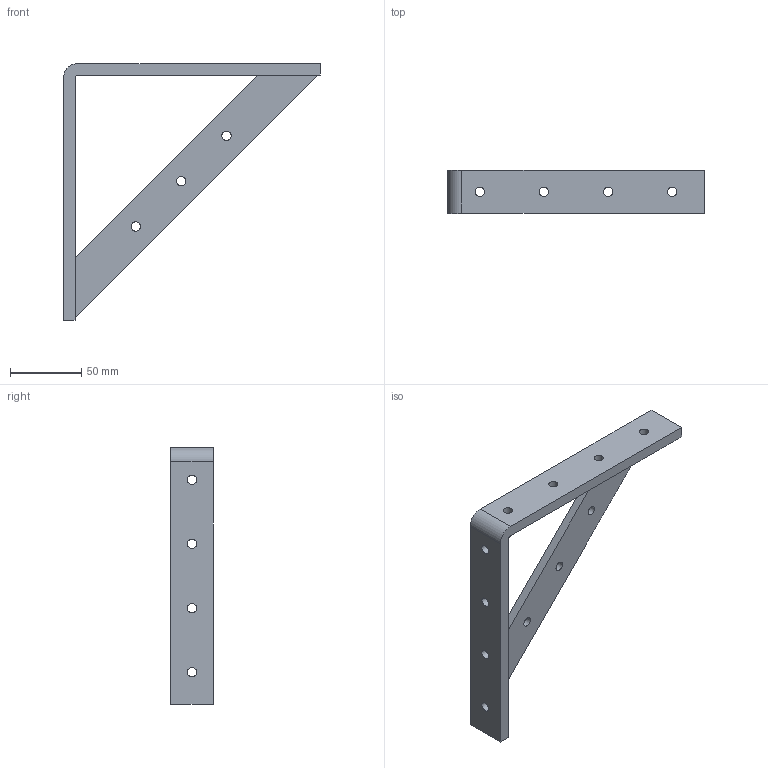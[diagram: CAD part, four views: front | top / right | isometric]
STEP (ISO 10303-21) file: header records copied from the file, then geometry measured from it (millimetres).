
FILE_DESCRIPTION(/* description */ (''),/* implementation_level */ '2;1');
FILE_NAME(/* name */ '40-408-1.stp',/* time_stamp */ '2023-03-07T15:57:52-05:00',/* author */ ('esanner'),/* organization */ (''),/* preprocessor_version */ 'ST-DEVELOPER v19',/* originating_system */ 'AutoCAD Mechanical',/* authorisation */ '');
FILE_SCHEMA (('AUTOMOTIVE_DESIGN { 1 0 10303 214 3 1 1 }'));
Length unit declared in the file: millimetre
Products named in the file (1): Product
Bounding box: 180 x 30 x 180 mm (x, y, z)
Volume: 119015.9 mm3; surface area: 42621.6 mm2
Topology: 1 solids, 1 shells, 24 faces, 69 edges, 46 vertices
Faces by surface type: cylinder 13, plane 11
Full cylindrical faces by diameter (mm): 6.5 x11
Entity records: 870 total; most frequent: DIRECTION 145, CARTESIAN_POINT 140, ORIENTED_EDGE 138, EDGE_CURVE 69, AXIS2_PLACEMENT_3D 51, EDGE_LOOP 47, VERTEX_POINT 46, LINE 43
